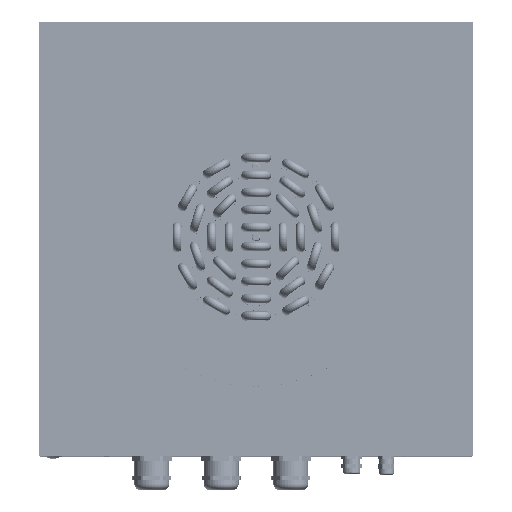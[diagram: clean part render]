
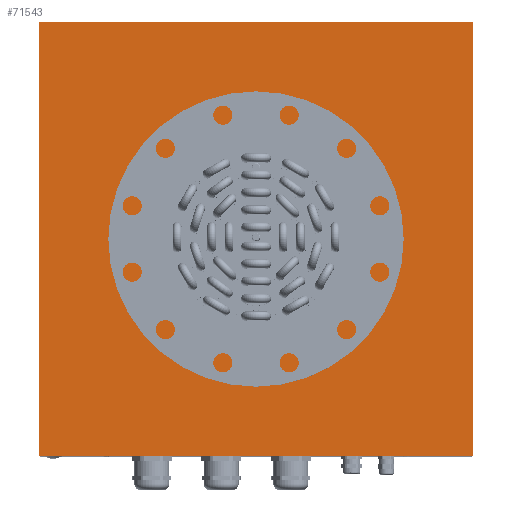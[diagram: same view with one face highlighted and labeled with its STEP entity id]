
A CAD part, top view. The second image highlights one B-rep face of the part: STEP entity #71543.
In plain terms, the highlighted face is planar.
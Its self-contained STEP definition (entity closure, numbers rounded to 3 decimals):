
#1023 = DIRECTION ( 'NONE',  ( -1., 0., 0. ) ) ;
#5518 = DIRECTION ( 'NONE',  ( 1., 0., 0. ) ) ;
#8143 = ORIENTED_EDGE ( 'NONE', *, *, #103658, .F. ) ;
#12205 = AXIS2_PLACEMENT_3D ( 'NONE', #47098, #25182, #96238 ) ;
#13431 = AXIS2_PLACEMENT_3D ( 'NONE', #142950, #129311, #108260 ) ;
#14573 = CARTESIAN_POINT ( 'NONE',  ( 0., 0., -4. ) ) ;
#14960 = DIRECTION ( 'NONE',  ( 0., 0., 1. ) ) ;
#16080 = CARTESIAN_POINT ( 'NONE',  ( -248., 248., -4. ) ) ;
#16395 = EDGE_CURVE ( 'NONE', #80571, #129711, #105897, .T. ) ;
#16595 = EDGE_CURVE ( 'NONE', #71817, #123813, #21471, .T. ) ;
#19540 = CARTESIAN_POINT ( 'NONE',  ( 250., 248., -4. ) ) ;
#20196 = VERTEX_POINT ( 'NONE', #148410 ) ;
#20857 = EDGE_CURVE ( 'NONE', #52624, #71817, #59798, .T. ) ;
#21471 = CIRCLE ( 'NONE', #132074, 2. ) ;
#22443 = CARTESIAN_POINT ( 'NONE',  ( 248., 250., -4. ) ) ;
#22835 = CARTESIAN_POINT ( 'NONE',  ( -248., 250., -4. ) ) ;
#24771 = DIRECTION ( 'NONE',  ( 0., 1., 0. ) ) ;
#25182 = DIRECTION ( 'NONE',  ( 0., 0., 1. ) ) ;
#26845 = EDGE_CURVE ( 'NONE', #101801, #20196, #87777, .T. ) ;
#28134 = DIRECTION ( 'NONE',  ( 0., 0., 1. ) ) ;
#28302 = AXIS2_PLACEMENT_3D ( 'NONE', #67528, #32786, #65295 ) ;
#29711 = CARTESIAN_POINT ( 'NONE',  ( -250., -248., -4. ) ) ;
#30026 = ORIENTED_EDGE ( 'NONE', *, *, #16595, .F. ) ;
#30277 = CARTESIAN_POINT ( 'NONE',  ( 248., -248., -4. ) ) ;
#32786 = DIRECTION ( 'NONE',  ( 0., 0., -1. ) ) ;
#37489 = ORIENTED_EDGE ( 'NONE', *, *, #57493, .F. ) ;
#38539 = ORIENTED_EDGE ( 'NONE', *, *, #63639, .F. ) ;
#39097 = VECTOR ( 'NONE', #1023, 1000. ) ;
#39103 = LINE ( 'NONE', #71576, #132752 ) ;
#40204 = DIRECTION ( 'NONE',  ( 1., 0., 0. ) ) ;
#40478 = VERTEX_POINT ( 'NONE', #29711 ) ;
#44783 = CIRCLE ( 'NONE', #13431, 2. ) ;
#47098 = CARTESIAN_POINT ( 'NONE',  ( 248., 248., -4. ) ) ;
#49888 = VECTOR ( 'NONE', #50729, 1000. ) ;
#50729 = DIRECTION ( 'NONE',  ( 0., -1., 0. ) ) ;
#52624 = VERTEX_POINT ( 'NONE', #22443 ) ;
#52651 = EDGE_LOOP ( 'NONE', ( #55697, #131354, #8143, #96783, #37489, #38539, #30026, #61531 ) ) ;
#55697 = ORIENTED_EDGE ( 'NONE', *, *, #131480, .F. ) ;
#56909 = CARTESIAN_POINT ( 'NONE',  ( 250., -248., -4. ) ) ;
#57444 = VERTEX_POINT ( 'NONE', #56909 ) ;
#57493 = EDGE_CURVE ( 'NONE', #40478, #101801, #44783, .T. ) ;
#59798 = LINE ( 'NONE', #22835, #39097 ) ;
#61531 = ORIENTED_EDGE ( 'NONE', *, *, #20857, .F. ) ;
#62129 = DIRECTION ( 'NONE',  ( 1., 0., 0. ) ) ;
#63639 = EDGE_CURVE ( 'NONE', #123813, #40478, #107462, .T. ) ;
#65295 = DIRECTION ( 'NONE',  ( -1., 0., 0. ) ) ;
#66952 = AXIS2_PLACEMENT_3D ( 'NONE', #107126, #14960, #73079 ) ;
#67528 = CARTESIAN_POINT ( 'NONE',  ( 248., 248., -4. ) ) ;
#68909 = VECTOR ( 'NONE', #40204, 1000. ) ;
#71543 = ADVANCED_FACE ( 'NONE', ( #136240, #78123 ), #124182, .T. ) ;
#71576 = CARTESIAN_POINT ( 'NONE',  ( 250., 248., -4. ) ) ;
#71817 = VERTEX_POINT ( 'NONE', #74234 ) ;
#73079 = DIRECTION ( 'NONE',  ( 1., 0., 0. ) ) ;
#74234 = CARTESIAN_POINT ( 'NONE',  ( -248., 250., -4. ) ) ;
#76354 = DIRECTION ( 'NONE',  ( 0., 0., 1. ) ) ;
#78123 = FACE_OUTER_BOUND ( 'NONE', #52651, .T. ) ;
#80571 = VERTEX_POINT ( 'NONE', #92072 ) ;
#82241 = AXIS2_PLACEMENT_3D ( 'NONE', #30277, #76354, #99056 ) ;
#86906 = CARTESIAN_POINT ( 'NONE',  ( -248., -250., -4. ) ) ;
#87777 = LINE ( 'NONE', #98405, #68909 ) ;
#88954 = CIRCLE ( 'NONE', #108269, 110.55 ) ;
#92072 = CARTESIAN_POINT ( 'NONE',  ( -110.55, 0., -4. ) ) ;
#94243 = CARTESIAN_POINT ( 'NONE',  ( -250., 248., -4. ) ) ;
#96238 = DIRECTION ( 'NONE',  ( -1., 0., 0. ) ) ;
#96783 = ORIENTED_EDGE ( 'NONE', *, *, #26845, .F. ) ;
#98405 = CARTESIAN_POINT ( 'NONE',  ( -248., -250., -4. ) ) ;
#99056 = DIRECTION ( 'NONE',  ( 1., 0., 0. ) ) ;
#101801 = VERTEX_POINT ( 'NONE', #86906 ) ;
#103658 = EDGE_CURVE ( 'NONE', #20196, #57444, #147402, .T. ) ;
#104073 = VERTEX_POINT ( 'NONE', #19540 ) ;
#105897 = CIRCLE ( 'NONE', #66952, 110.55 ) ;
#107126 = CARTESIAN_POINT ( 'NONE',  ( 0., 0., -4. ) ) ;
#107462 = LINE ( 'NONE', #143640, #49888 ) ;
#108260 = DIRECTION ( 'NONE',  ( 1., 0., 0. ) ) ;
#108269 = AXIS2_PLACEMENT_3D ( 'NONE', #14573, #128573, #62129 ) ;
#113727 = CARTESIAN_POINT ( 'NONE',  ( 110.55, 0., -4. ) ) ;
#121956 = EDGE_LOOP ( 'NONE', ( #139376, #133900 ) ) ;
#123813 = VERTEX_POINT ( 'NONE', #94243 ) ;
#124182 = PLANE ( 'NONE',  #28302 ) ;
#126118 = EDGE_CURVE ( 'NONE', #129711, #80571, #88954, .T. ) ;
#128573 = DIRECTION ( 'NONE',  ( 0., 0., 1. ) ) ;
#129311 = DIRECTION ( 'NONE',  ( 0., 0., 1. ) ) ;
#129711 = VERTEX_POINT ( 'NONE', #113727 ) ;
#131354 = ORIENTED_EDGE ( 'NONE', *, *, #138247, .F. ) ;
#131480 = EDGE_CURVE ( 'NONE', #104073, #52624, #135119, .T. ) ;
#132074 = AXIS2_PLACEMENT_3D ( 'NONE', #16080, #28134, #5518 ) ;
#132752 = VECTOR ( 'NONE', #24771, 1000. ) ;
#133900 = ORIENTED_EDGE ( 'NONE', *, *, #16395, .T. ) ;
#135119 = CIRCLE ( 'NONE', #12205, 2. ) ;
#136240 = FACE_BOUND ( 'NONE', #121956, .T. ) ;
#138247 = EDGE_CURVE ( 'NONE', #57444, #104073, #39103, .T. ) ;
#139376 = ORIENTED_EDGE ( 'NONE', *, *, #126118, .T. ) ;
#142950 = CARTESIAN_POINT ( 'NONE',  ( -248., -248., -4. ) ) ;
#143640 = CARTESIAN_POINT ( 'NONE',  ( -250., 248., -4. ) ) ;
#147402 = CIRCLE ( 'NONE', #82241, 2. ) ;
#148410 = CARTESIAN_POINT ( 'NONE',  ( 248., -250., -4. ) ) ;
